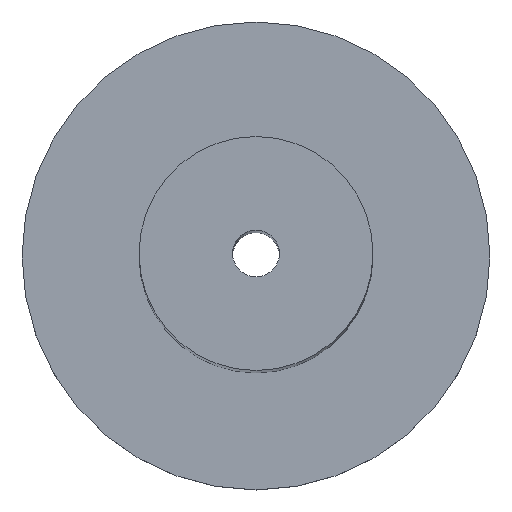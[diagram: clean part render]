
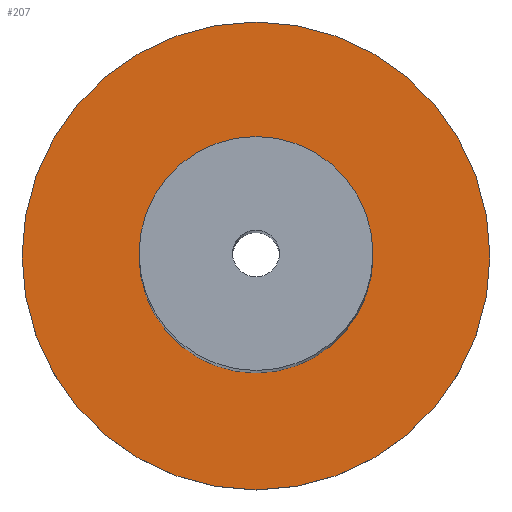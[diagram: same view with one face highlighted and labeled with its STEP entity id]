
A CAD part, top view. The second image highlights one B-rep face of the part: STEP entity #207.
In plain terms, the highlighted planar face has unit normal (0, 0, 1).
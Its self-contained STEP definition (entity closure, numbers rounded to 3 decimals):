
#3 = AXIS2_PLACEMENT_3D ( 'NONE', #172, #196, #58 ) ;
#8 = FACE_BOUND ( 'NONE', #102, .T. ) ;
#20 = ORIENTED_EDGE ( 'NONE', *, *, #282, .T. ) ;
#23 = VERTEX_POINT ( 'NONE', #152 ) ;
#25 = EDGE_CURVE ( 'NONE', #64, #79, #83, .T. ) ;
#36 = DIRECTION ( 'NONE',  ( 0., 0., -1. ) ) ;
#39 = CARTESIAN_POINT ( 'NONE',  ( 5., 0., 0. ) ) ;
#41 = AXIS2_PLACEMENT_3D ( 'NONE', #239, #181, #116 ) ;
#42 = ORIENTED_EDGE ( 'NONE', *, *, #25, .T. ) ;
#46 = VERTEX_POINT ( 'NONE', #193 ) ;
#51 = CIRCLE ( 'NONE', #54, 10. ) ;
#54 = AXIS2_PLACEMENT_3D ( 'NONE', #260, #92, #232 ) ;
#58 = DIRECTION ( 'NONE',  ( -1., 0., 0. ) ) ;
#61 = CARTESIAN_POINT ( 'NONE',  ( -5., 0., 0. ) ) ;
#64 = VERTEX_POINT ( 'NONE', #39 ) ;
#79 = VERTEX_POINT ( 'NONE', #61 ) ;
#83 = CIRCLE ( 'NONE', #3, 5. ) ;
#92 = DIRECTION ( 'NONE',  ( 0., 0., -1. ) ) ;
#102 = EDGE_LOOP ( 'NONE', ( #20, #42 ) ) ;
#109 = PLANE ( 'NONE',  #41 ) ;
#112 = CARTESIAN_POINT ( 'NONE',  ( 0., 0., 0. ) ) ;
#116 = DIRECTION ( 'NONE',  ( -1., 0., 0. ) ) ;
#137 = DIRECTION ( 'NONE',  ( -1., 0., 0. ) ) ;
#150 = EDGE_CURVE ( 'NONE', #46, #23, #272, .T. ) ;
#152 = CARTESIAN_POINT ( 'NONE',  ( -10., 0., 0. ) ) ;
#172 = CARTESIAN_POINT ( 'NONE',  ( 0., 0., 0. ) ) ;
#181 = DIRECTION ( 'NONE',  ( 0., 0., -1. ) ) ;
#193 = CARTESIAN_POINT ( 'NONE',  ( 10., 0., 0. ) ) ;
#196 = DIRECTION ( 'NONE',  ( 0., 0., -1. ) ) ;
#197 = ORIENTED_EDGE ( 'NONE', *, *, #236, .F. ) ;
#204 = FACE_OUTER_BOUND ( 'NONE', #255, .T. ) ;
#207 = ADVANCED_FACE ( 'NONE', ( #204, #8 ), #109, .F. ) ;
#211 = AXIS2_PLACEMENT_3D ( 'NONE', #112, #280, #137 ) ;
#213 = DIRECTION ( 'NONE',  ( -1., 0., 0. ) ) ;
#226 = AXIS2_PLACEMENT_3D ( 'NONE', #265, #36, #213 ) ;
#232 = DIRECTION ( 'NONE',  ( -1., 0., 0. ) ) ;
#233 = ORIENTED_EDGE ( 'NONE', *, *, #150, .F. ) ;
#236 = EDGE_CURVE ( 'NONE', #23, #46, #51, .T. ) ;
#239 = CARTESIAN_POINT ( 'NONE',  ( 0., 0., 0. ) ) ;
#255 = EDGE_LOOP ( 'NONE', ( #233, #197 ) ) ;
#260 = CARTESIAN_POINT ( 'NONE',  ( 0., 0., 0. ) ) ;
#265 = CARTESIAN_POINT ( 'NONE',  ( 0., 0., 0. ) ) ;
#272 = CIRCLE ( 'NONE', #211, 10. ) ;
#280 = DIRECTION ( 'NONE',  ( 0., 0., -1. ) ) ;
#281 = CIRCLE ( 'NONE', #226, 5. ) ;
#282 = EDGE_CURVE ( 'NONE', #79, #64, #281, .T. ) ;
